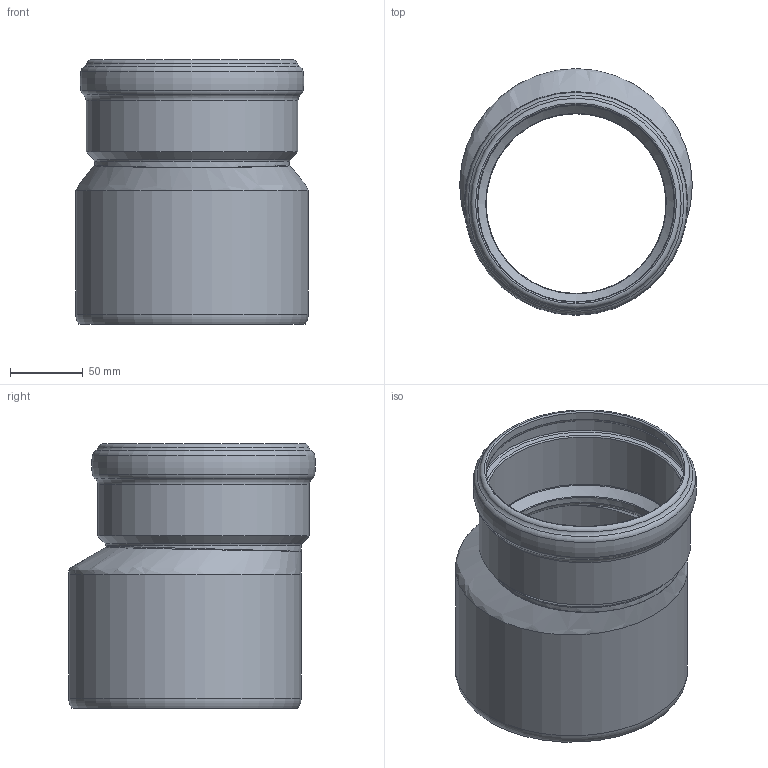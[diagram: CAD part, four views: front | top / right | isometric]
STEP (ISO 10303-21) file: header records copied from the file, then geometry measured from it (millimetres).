
FILE_DESCRIPTION(/* description */ (''),/* implementation_level */ '2;1');
FILE_NAME(/* name */ '337700 SKOLANsafeR Reduktion DN_OD 160_135.stp',/* time_stamp */ '2018-01-09T14:24:45+01:00',/* author */ ('user1'),/* organization */ (''),/* preprocessor_version */ 'ST-DEVELOPER v16.1',/* originating_system */ 'Autodesk Inventor 2016',/* authorisation */ '');
FILE_SCHEMA (('AUTOMOTIVE_DESIGN { 1 0 10303 214 3 1 1 }'));
Length unit declared in the file: millimetre
Products named in the file (1): 337700 SKOLANsafeR Reduktion DN_OD 160_135
Bounding box: 160 x 169.79 x 182 mm (x, y, z)
Volume: 458422.7 mm3; surface area: 183846.5 mm2
Topology: 1 solids, 1 shells, 33 faces, 76 edges, 40 vertices
Faces by surface type: torus 15, cylinder 8, bspline 5, cone 4, plane 1
Full cylindrical faces by diameter (mm): 123.7 x1, 134.3 x1, 135.8 x1, 136.1 x1, 145.8 x1, 146 x1, 149.4 x1, 160 x1
Entity records: 2078 total; most frequent: CARTESIAN_POINT 1480, DIRECTION 118, ORIENTED_EDGE 84, EDGE_LOOP 61, AXIS2_PLACEMENT_3D 59, EDGE_CURVE 42, VERTEX_POINT 37, FACE_OUTER_BOUND 33
